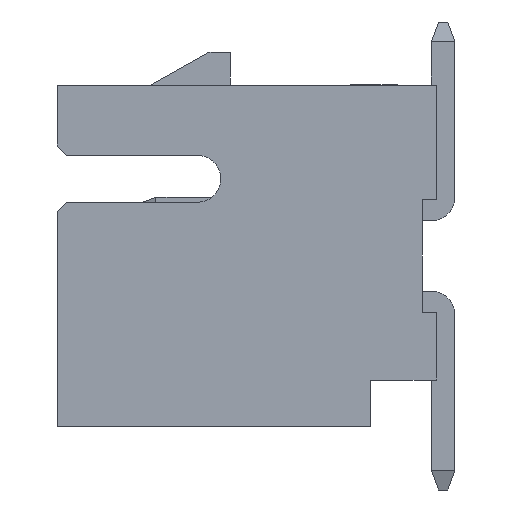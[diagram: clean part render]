
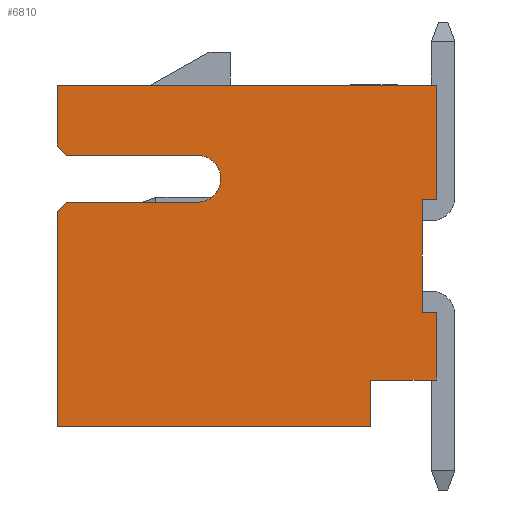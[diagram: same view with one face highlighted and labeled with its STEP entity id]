
A CAD part, left-side view. The second image highlights one B-rep face of the part: STEP entity #6810.
In plain terms, the highlighted planar face has unit normal (-1, 0, 0).
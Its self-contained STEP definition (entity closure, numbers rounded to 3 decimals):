
#83 = VECTOR ( 'NONE', #109, 1000. ) ;
#84 = CARTESIAN_POINT ( 'NONE',  ( -3., 3.85, 4.8 ) ) ;
#109 = DIRECTION ( 'NONE',  ( 0., -1., 0. ) ) ;
#131 = DIRECTION ( 'NONE',  ( 0., 0.707, -0.707 ) ) ;
#192 = CARTESIAN_POINT ( 'NONE',  ( -3., 4.05, 0. ) ) ;
#230 = DIRECTION ( 'NONE',  ( 1., 0., 0. ) ) ;
#274 = VECTOR ( 'NONE', #4610, 1000. ) ;
#474 = CARTESIAN_POINT ( 'NONE',  ( -3., -2.65, 1. ) ) ;
#480 = ORIENTED_EDGE ( 'NONE', *, *, #6508, .T. ) ;
#543 = CARTESIAN_POINT ( 'NONE',  ( -3., -4.05, 1. ) ) ;
#707 = EDGE_LOOP ( 'NONE', ( #2709, #3202, #5680, #2979, #7483, #10586, #1441, #6675, #5948, #5045, #3527, #8094, #480, #7740, #6550, #6704, #5892 ) ) ;
#780 = VERTEX_POINT ( 'NONE', #9200 ) ;
#847 = CARTESIAN_POINT ( 'NONE',  ( -3., -4.05, 2.45 ) ) ;
#849 = VERTEX_POINT ( 'NONE', #7837 ) ;
#1033 = EDGE_CURVE ( 'NONE', #3685, #2856, #2992, .T. ) ;
#1104 = LINE ( 'NONE', #2137, #5638 ) ;
#1119 = LINE ( 'NONE', #1278, #274 ) ;
#1252 = EDGE_CURVE ( 'NONE', #5206, #9673, #6121, .T. ) ;
#1278 = CARTESIAN_POINT ( 'NONE',  ( -3., -4.05, 7.3 ) ) ;
#1418 = DIRECTION ( 'NONE',  ( 0., 0., 1. ) ) ;
#1441 = ORIENTED_EDGE ( 'NONE', *, *, #9414, .F. ) ;
#1462 = EDGE_CURVE ( 'NONE', #9274, #3377, #6872, .T. ) ;
#1513 = DIRECTION ( 'NONE',  ( 0., 1., 0. ) ) ;
#1559 = CARTESIAN_POINT ( 'NONE',  ( -3., -4.05, 2.45 ) ) ;
#1560 = EDGE_CURVE ( 'NONE', #849, #2663, #3775, .T. ) ;
#1630 = VECTOR ( 'NONE', #5717, 1000. ) ;
#1900 = CARTESIAN_POINT ( 'NONE',  ( -3., 1.05, 5.8 ) ) ;
#2137 = CARTESIAN_POINT ( 'NONE',  ( -3., -4.05, 5.8 ) ) ;
#2167 = CARTESIAN_POINT ( 'NONE',  ( -3., -4.05, 7.3 ) ) ;
#2187 = DIRECTION ( 'NONE',  ( 0., 0., -1. ) ) ;
#2201 = DIRECTION ( 'NONE',  ( 0., 0., -1. ) ) ;
#2256 = CARTESIAN_POINT ( 'NONE',  ( -3., -4.05, 7.3 ) ) ;
#2374 = VERTEX_POINT ( 'NONE', #847 ) ;
#2542 = VECTOR ( 'NONE', #6885, 1000. ) ;
#2647 = CARTESIAN_POINT ( 'NONE',  ( -3., -3.75, 4.85 ) ) ;
#2663 = VERTEX_POINT ( 'NONE', #474 ) ;
#2709 = ORIENTED_EDGE ( 'NONE', *, *, #9544, .T. ) ;
#2712 = AXIS2_PLACEMENT_3D ( 'NONE', #6979, #7685, #9542 ) ;
#2724 = EDGE_CURVE ( 'NONE', #2663, #9470, #6484, .T. ) ;
#2834 = DIRECTION ( 'NONE',  ( 0., 0., -1. ) ) ;
#2856 = VERTEX_POINT ( 'NONE', #10119 ) ;
#2975 = CARTESIAN_POINT ( 'NONE',  ( -3., 3.85, 5.8 ) ) ;
#2979 = ORIENTED_EDGE ( 'NONE', *, *, #3496, .T. ) ;
#2992 = LINE ( 'NONE', #5642, #3587 ) ;
#3011 = CARTESIAN_POINT ( 'NONE',  ( -3., -2.65, 7.3 ) ) ;
#3172 = EDGE_CURVE ( 'NONE', #8570, #6244, #6231, .T. ) ;
#3202 = ORIENTED_EDGE ( 'NONE', *, *, #7718, .T. ) ;
#3377 = VERTEX_POINT ( 'NONE', #6383 ) ;
#3419 = CARTESIAN_POINT ( 'NONE',  ( -3., -4.05, 4.85 ) ) ;
#3496 = EDGE_CURVE ( 'NONE', #6244, #849, #5919, .T. ) ;
#3527 = ORIENTED_EDGE ( 'NONE', *, *, #1033, .F. ) ;
#3587 = VECTOR ( 'NONE', #8974, 1000. ) ;
#3606 = VECTOR ( 'NONE', #2187, 1000. ) ;
#3685 = VERTEX_POINT ( 'NONE', #9572 ) ;
#3775 = LINE ( 'NONE', #3011, #4272 ) ;
#3792 = DIRECTION ( 'NONE',  ( 0., -0.707, -0.707 ) ) ;
#3868 = FACE_OUTER_BOUND ( 'NONE', #707, .T. ) ;
#4005 = CARTESIAN_POINT ( 'NONE',  ( -3., -4.05, 4.8 ) ) ;
#4086 = VECTOR ( 'NONE', #8757, 1000. ) ;
#4234 = CARTESIAN_POINT ( 'NONE',  ( -3., -4.05, 0. ) ) ;
#4272 = VECTOR ( 'NONE', #1418, 1000. ) ;
#4290 = VECTOR ( 'NONE', #131, 1000. ) ;
#4340 = DIRECTION ( 'NONE',  ( 0., 0., 1. ) ) ;
#4509 = CARTESIAN_POINT ( 'NONE',  ( -3., -3.75, 7.3 ) ) ;
#4610 = DIRECTION ( 'NONE',  ( 0., -1., 0. ) ) ;
#4997 = VERTEX_POINT ( 'NONE', #6527 ) ;
#5040 = LINE ( 'NONE', #3419, #83 ) ;
#5045 = ORIENTED_EDGE ( 'NONE', *, *, #5505, .T. ) ;
#5206 = VERTEX_POINT ( 'NONE', #8819 ) ;
#5505 = EDGE_CURVE ( 'NONE', #9673, #2856, #5040, .T. ) ;
#5623 = VECTOR ( 'NONE', #3792, 1000. ) ;
#5638 = VECTOR ( 'NONE', #7914, 1000. ) ;
#5642 = CARTESIAN_POINT ( 'NONE',  ( -3., -4.05, 7.3 ) ) ;
#5675 = AXIS2_PLACEMENT_3D ( 'NONE', #2256, #8996, #2201 ) ;
#5680 = ORIENTED_EDGE ( 'NONE', *, *, #3172, .T. ) ;
#5717 = DIRECTION ( 'NONE',  ( 0., -1., 0. ) ) ;
#5892 = ORIENTED_EDGE ( 'NONE', *, *, #1462, .T. ) ;
#5919 = LINE ( 'NONE', #4234, #9421 ) ;
#5948 = ORIENTED_EDGE ( 'NONE', *, *, #1252, .T. ) ;
#6121 = LINE ( 'NONE', #4509, #7744 ) ;
#6210 = CARTESIAN_POINT ( 'NONE',  ( -3., 4.05, 7.3 ) ) ;
#6231 = LINE ( 'NONE', #6942, #2542 ) ;
#6244 = VERTEX_POINT ( 'NONE', #192 ) ;
#6342 = VERTEX_POINT ( 'NONE', #84 ) ;
#6383 = CARTESIAN_POINT ( 'NONE',  ( -3., 1.05, 4.8 ) ) ;
#6408 = LINE ( 'NONE', #2167, #4086 ) ;
#6484 = LINE ( 'NONE', #9805, #1630 ) ;
#6508 = EDGE_CURVE ( 'NONE', #780, #8859, #7901, .T. ) ;
#6527 = CARTESIAN_POINT ( 'NONE',  ( -3., 3.85, 5.8 ) ) ;
#6550 = ORIENTED_EDGE ( 'NONE', *, *, #9035, .T. ) ;
#6590 = CARTESIAN_POINT ( 'NONE',  ( -3., 0.55, 5.3 ) ) ;
#6673 = VECTOR ( 'NONE', #9826, 1000. ) ;
#6675 = ORIENTED_EDGE ( 'NONE', *, *, #8290, .T. ) ;
#6701 = VECTOR ( 'NONE', #1513, 1000. ) ;
#6704 = ORIENTED_EDGE ( 'NONE', *, *, #7648, .T. ) ;
#6801 = CARTESIAN_POINT ( 'NONE',  ( -3., 4.05, 4.6 ) ) ;
#6810 = ADVANCED_FACE ( 'NONE', ( #3868 ), #8939, .F. ) ;
#6872 = CIRCLE ( 'NONE', #2712, 0.5 ) ;
#6885 = DIRECTION ( 'NONE',  ( 0., 0., -1. ) ) ;
#6942 = CARTESIAN_POINT ( 'NONE',  ( -3., 4.05, 7.3 ) ) ;
#6979 = CARTESIAN_POINT ( 'NONE',  ( -3., 1.05, 5.3 ) ) ;
#7483 = ORIENTED_EDGE ( 'NONE', *, *, #1560, .T. ) ;
#7563 = LINE ( 'NONE', #6801, #4290 ) ;
#7585 = AXIS2_PLACEMENT_3D ( 'NONE', #9363, #230, #2834 ) ;
#7636 = CARTESIAN_POINT ( 'NONE',  ( -3., 4.05, 6. ) ) ;
#7648 = EDGE_CURVE ( 'NONE', #10651, #9274, #8287, .T. ) ;
#7685 = DIRECTION ( 'NONE',  ( 1., 0., 0. ) ) ;
#7718 = EDGE_CURVE ( 'NONE', #6342, #8570, #7563, .T. ) ;
#7740 = ORIENTED_EDGE ( 'NONE', *, *, #9769, .T. ) ;
#7744 = VECTOR ( 'NONE', #4340, 1000. ) ;
#7837 = CARTESIAN_POINT ( 'NONE',  ( -3., -2.65, 0. ) ) ;
#7901 = LINE ( 'NONE', #6210, #3606 ) ;
#7914 = DIRECTION ( 'NONE',  ( 0., -1., 0. ) ) ;
#7984 = LINE ( 'NONE', #2975, #5623 ) ;
#8094 = ORIENTED_EDGE ( 'NONE', *, *, #8625, .F. ) ;
#8260 = LINE ( 'NONE', #1559, #6673 ) ;
#8287 = CIRCLE ( 'NONE', #7585, 0.5 ) ;
#8290 = EDGE_CURVE ( 'NONE', #2374, #5206, #8260, .T. ) ;
#8444 = DIRECTION ( 'NONE',  ( 0., -1., 0. ) ) ;
#8570 = VERTEX_POINT ( 'NONE', #9604 ) ;
#8625 = EDGE_CURVE ( 'NONE', #780, #3685, #1119, .T. ) ;
#8757 = DIRECTION ( 'NONE',  ( 0., 0., -1. ) ) ;
#8819 = CARTESIAN_POINT ( 'NONE',  ( -3., -3.75, 2.45 ) ) ;
#8859 = VERTEX_POINT ( 'NONE', #7636 ) ;
#8939 = PLANE ( 'NONE',  #5675 ) ;
#8974 = DIRECTION ( 'NONE',  ( 0., 0., -1. ) ) ;
#8996 = DIRECTION ( 'NONE',  ( 1., 0., 0. ) ) ;
#9035 = EDGE_CURVE ( 'NONE', #4997, #10651, #1104, .T. ) ;
#9065 = LINE ( 'NONE', #4005, #6701 ) ;
#9200 = CARTESIAN_POINT ( 'NONE',  ( -3., 4.05, 7.3 ) ) ;
#9274 = VERTEX_POINT ( 'NONE', #6590 ) ;
#9363 = CARTESIAN_POINT ( 'NONE',  ( -3., 1.05, 5.3 ) ) ;
#9414 = EDGE_CURVE ( 'NONE', #2374, #9470, #6408, .T. ) ;
#9421 = VECTOR ( 'NONE', #8444, 1000. ) ;
#9470 = VERTEX_POINT ( 'NONE', #543 ) ;
#9542 = DIRECTION ( 'NONE',  ( 0., 0., -1. ) ) ;
#9544 = EDGE_CURVE ( 'NONE', #3377, #6342, #9065, .T. ) ;
#9572 = CARTESIAN_POINT ( 'NONE',  ( -3., -4.05, 7.3 ) ) ;
#9604 = CARTESIAN_POINT ( 'NONE',  ( -3., 4.05, 4.6 ) ) ;
#9673 = VERTEX_POINT ( 'NONE', #2647 ) ;
#9769 = EDGE_CURVE ( 'NONE', #8859, #4997, #7984, .T. ) ;
#9805 = CARTESIAN_POINT ( 'NONE',  ( -3., -4.05, 1. ) ) ;
#9826 = DIRECTION ( 'NONE',  ( 0., 1., 0. ) ) ;
#10119 = CARTESIAN_POINT ( 'NONE',  ( -3., -4.05, 4.85 ) ) ;
#10586 = ORIENTED_EDGE ( 'NONE', *, *, #2724, .T. ) ;
#10651 = VERTEX_POINT ( 'NONE', #1900 ) ;
